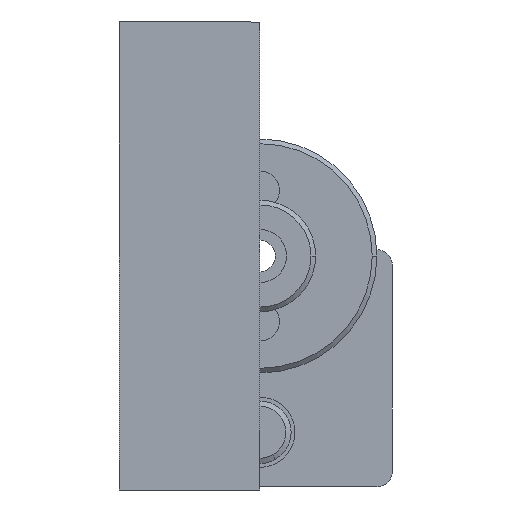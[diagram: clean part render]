
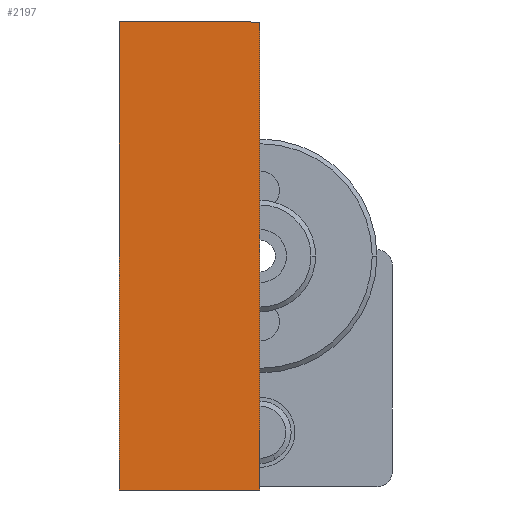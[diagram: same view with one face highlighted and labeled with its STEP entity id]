
A CAD part, front view. The second image highlights one B-rep face of the part: STEP entity #2197.
In plain terms, the highlighted planar face has unit normal (0, -1, 0).
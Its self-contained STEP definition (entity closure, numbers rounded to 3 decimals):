
#17 = VECTOR ( 'NONE', #5508, 1000. ) ;
#215 = LINE ( 'NONE', #2110, #3135 ) ;
#242 = LINE ( 'NONE', #4080, #17 ) ;
#312 = ORIENTED_EDGE ( 'NONE', *, *, #7690, .T. ) ;
#389 = DIRECTION ( 'NONE',  ( -1., 0., 0. ) ) ;
#518 = EDGE_CURVE ( 'NONE', #6665, #8188, #8071, .T. ) ;
#561 = VECTOR ( 'NONE', #6453, 1000. ) ;
#1379 = CARTESIAN_POINT ( 'NONE',  ( -9., 0., 15. ) ) ;
#1460 = DIRECTION ( 'NONE',  ( 0., 0., -1. ) ) ;
#1792 = VERTEX_POINT ( 'NONE', #4162 ) ;
#2110 = CARTESIAN_POINT ( 'NONE',  ( 0., 0., -15. ) ) ;
#2177 = EDGE_CURVE ( 'NONE', #4002, #1792, #242, .T. ) ;
#2197 = ADVANCED_FACE ( 'NONE', ( #5527 ), #3127, .T. ) ;
#2788 = EDGE_CURVE ( 'NONE', #6665, #1792, #215, .T. ) ;
#3127 = PLANE ( 'NONE',  #6173 ) ;
#3135 = VECTOR ( 'NONE', #5758, 1000. ) ;
#3793 = VECTOR ( 'NONE', #389, 1000. ) ;
#4002 = VERTEX_POINT ( 'NONE', #8453 ) ;
#4034 = CARTESIAN_POINT ( 'NONE',  ( 9., 0., 15. ) ) ;
#4080 = CARTESIAN_POINT ( 'NONE',  ( 9., 0., -15. ) ) ;
#4162 = CARTESIAN_POINT ( 'NONE',  ( 0., 0., -15. ) ) ;
#5309 = CARTESIAN_POINT ( 'NONE',  ( -9., 0., 15. ) ) ;
#5369 = ORIENTED_EDGE ( 'NONE', *, *, #2177, .T. ) ;
#5508 = DIRECTION ( 'NONE',  ( 1., 0., 0. ) ) ;
#5527 = FACE_OUTER_BOUND ( 'NONE', #8644, .T. ) ;
#5758 = DIRECTION ( 'NONE',  ( 0., 0., -1. ) ) ;
#5917 = CARTESIAN_POINT ( 'NONE',  ( 0., 0., 15. ) ) ;
#6173 = AXIS2_PLACEMENT_3D ( 'NONE', #5309, #6795, #1460 ) ;
#6335 = CARTESIAN_POINT ( 'NONE',  ( -9., 0., 15. ) ) ;
#6453 = DIRECTION ( 'NONE',  ( 0., 0., -1. ) ) ;
#6665 = VERTEX_POINT ( 'NONE', #5917 ) ;
#6795 = DIRECTION ( 'NONE',  ( 0., -1., 0. ) ) ;
#7690 = EDGE_CURVE ( 'NONE', #8188, #4002, #9149, .T. ) ;
#8071 = LINE ( 'NONE', #4034, #3793 ) ;
#8188 = VERTEX_POINT ( 'NONE', #1379 ) ;
#8453 = CARTESIAN_POINT ( 'NONE',  ( -9., 0., -15. ) ) ;
#8644 = EDGE_LOOP ( 'NONE', ( #9004, #8939, #312, #5369 ) ) ;
#8939 = ORIENTED_EDGE ( 'NONE', *, *, #518, .T. ) ;
#9004 = ORIENTED_EDGE ( 'NONE', *, *, #2788, .F. ) ;
#9149 = LINE ( 'NONE', #6335, #561 ) ;
